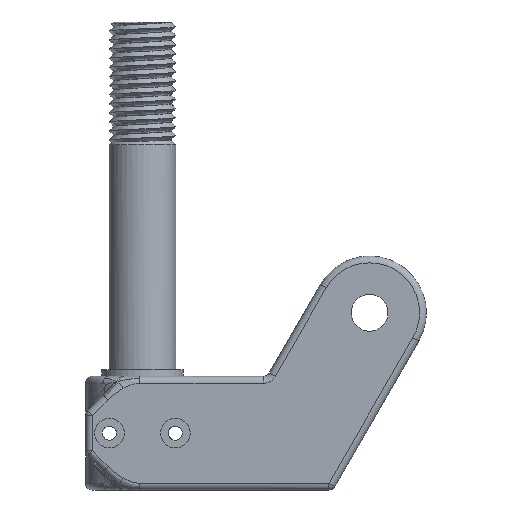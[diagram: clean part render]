
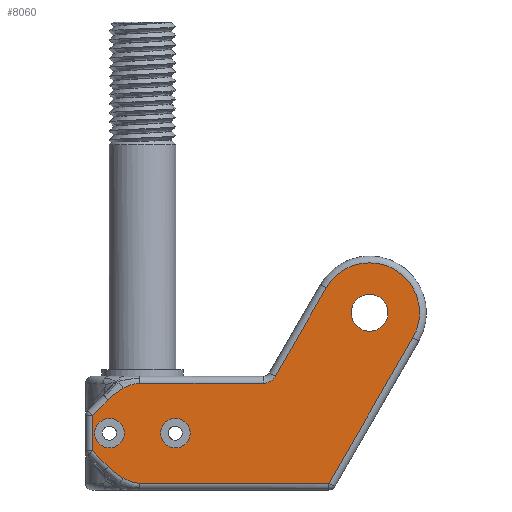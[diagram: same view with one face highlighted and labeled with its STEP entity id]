
A CAD part, left-side view. The second image highlights one B-rep face of the part: STEP entity #8060.
In plain terms, the highlighted planar face has unit normal (-1, 0, 0).
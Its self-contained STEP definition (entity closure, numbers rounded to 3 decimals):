
#2224=CARTESIAN_POINT('',(-12.5,4.271,-22.356));
#2225=VERTEX_POINT('',#2224);
#2236=CARTESIAN_POINT('',(-12.5,7.533,-19.846));
#2237=VERTEX_POINT('',#2236);
#2238=CARTESIAN_POINT('',(-12.5,4.271,-22.356));
#2239=CARTESIAN_POINT('',(-12.5,4.293,-22.344));
#2240=CARTESIAN_POINT('',(-12.5,4.314,-22.331));
#2241=CARTESIAN_POINT('',(-12.5,4.336,-22.319));
#2242=CARTESIAN_POINT('',(-12.5,4.875,-22.008));
#2243=CARTESIAN_POINT('',(-12.5,5.451,-21.617));
#2244=CARTESIAN_POINT('',(-12.5,5.907,-21.271));
#2245=CARTESIAN_POINT('',(-12.5,6.318,-20.96));
#2246=CARTESIAN_POINT('',(-12.5,6.703,-20.631));
#2247=CARTESIAN_POINT('',(-12.5,6.98,-20.378));
#2248=CARTESIAN_POINT('',(-12.5,7.211,-20.166));
#2249=CARTESIAN_POINT('',(-12.5,7.404,-19.975));
#2250=CARTESIAN_POINT('',(-12.5,7.533,-19.846));
#2251=B_SPLINE_CURVE_WITH_KNOTS('',3,(#2238,#2239,#2240,#2241,#2242,#2243,#2244,#2245,#2246,#2247,#2248,#2249,#2250),.UNSPECIFIED.,.F.,.U.,(4,3,3,3,4),(0.5,0.507,0.693,0.86,1.0),.UNSPECIFIED.);
#2252=EDGE_CURVE('',#2225,#2237,#2251,.T.);
#2386=CARTESIAN_POINT('',(-12.5,0.592,-23.5));
#2387=VERTEX_POINT('',#2386);
#2395=CARTESIAN_POINT('',(-12.5,0.592,-23.5));
#2396=CARTESIAN_POINT('',(-12.5,0.841,-23.5));
#2397=CARTESIAN_POINT('',(-12.5,1.197,-23.495));
#2398=CARTESIAN_POINT('',(-12.5,1.647,-23.403));
#2399=CARTESIAN_POINT('',(-12.5,1.994,-23.333));
#2400=CARTESIAN_POINT('',(-12.5,2.399,-23.22));
#2401=CARTESIAN_POINT('',(-12.5,2.816,-23.055));
#2402=CARTESIAN_POINT('',(-12.5,3.273,-22.876));
#2403=CARTESIAN_POINT('',(-12.5,3.797,-22.626));
#2404=CARTESIAN_POINT('',(-12.5,4.271,-22.356));
#2405=B_SPLINE_CURVE_WITH_KNOTS('',3,(#2395,#2396,#2397,#2398,#2399,#2400,#2401,#2402,#2403,#2404),.UNSPECIFIED.,.F.,.U.,(4,3,3,4),(0.0,0.191,0.338,0.5),.UNSPECIFIED.);
#2406=EDGE_CURVE('',#2387,#2225,#2405,.T.);
#4515=CARTESIAN_POINT('',(-12.5,4.275,-2.648));
#4516=VERTEX_POINT('',#4515);
#4527=CARTESIAN_POINT('',(-12.5,0.592,-1.5));
#4528=VERTEX_POINT('',#4527);
#4529=CARTESIAN_POINT('',(-12.5,4.275,-2.648));
#4530=CARTESIAN_POINT('',(-12.5,3.948,-2.463));
#4531=CARTESIAN_POINT('',(-12.5,3.609,-2.286));
#4532=CARTESIAN_POINT('',(-12.5,3.3,-2.147));
#4533=CARTESIAN_POINT('',(-12.5,2.828,-1.934));
#4534=CARTESIAN_POINT('',(-12.5,2.325,-1.757));
#4535=CARTESIAN_POINT('',(-12.5,1.925,-1.658));
#4536=CARTESIAN_POINT('',(-12.5,1.584,-1.573));
#4537=CARTESIAN_POINT('',(-12.5,1.263,-1.527));
#4538=CARTESIAN_POINT('',(-12.5,1.007,-1.511));
#4539=CARTESIAN_POINT('',(-12.5,0.847,-1.501));
#4540=CARTESIAN_POINT('',(-12.5,0.706,-1.5));
#4541=CARTESIAN_POINT('',(-12.5,0.592,-1.5));
#4542=B_SPLINE_CURVE_WITH_KNOTS('',3,(#4529,#4530,#4531,#4532,#4533,#4534,#4535,#4536,#4537,#4538,#4539,#4540,#4541),.UNSPECIFIED.,.F.,.U.,(4,3,3,3,4),(0.5,0.607,0.772,0.912,1.0),.UNSPECIFIED.);
#4543=EDGE_CURVE('',#4516,#4528,#4542,.T.);
#4664=CARTESIAN_POINT('',(-12.5,7.533,-5.154));
#4665=VERTEX_POINT('',#4664);
#4673=CARTESIAN_POINT('',(-12.5,7.533,-5.154));
#4674=CARTESIAN_POINT('',(-12.5,7.411,-5.032));
#4675=CARTESIAN_POINT('',(-12.5,7.245,-4.87));
#4676=CARTESIAN_POINT('',(-12.5,7.015,-4.657));
#4677=CARTESIAN_POINT('',(-12.5,6.698,-4.364));
#4678=CARTESIAN_POINT('',(-12.5,6.342,-4.059));
#4679=CARTESIAN_POINT('',(-12.5,5.856,-3.695));
#4680=CARTESIAN_POINT('',(-12.5,5.47,-3.405));
#4681=CARTESIAN_POINT('',(-12.5,5.068,-3.122));
#4682=CARTESIAN_POINT('',(-12.5,4.647,-2.866));
#4683=CARTESIAN_POINT('',(-12.5,4.526,-2.793));
#4684=CARTESIAN_POINT('',(-12.5,4.401,-2.72));
#4685=CARTESIAN_POINT('',(-12.5,4.275,-2.648));
#4686=B_SPLINE_CURVE_WITH_KNOTS('',3,(#4673,#4674,#4675,#4676,#4677,#4678,#4679,#4680,#4681,#4682,#4683,#4684,#4685),.UNSPECIFIED.,.F.,.U.,(4,3,3,3,4),(0.0,0.132,0.314,0.459,0.5),.UNSPECIFIED.);
#4687=EDGE_CURVE('',#4665,#4516,#4686,.T.);
#6357=CARTESIAN_POINT('',(-12.5,11.,-16.379));
#6358=VERTEX_POINT('',#6357);
#6518=CARTESIAN_POINT('',(-12.5,-41.051,-23.5));
#6519=VERTEX_POINT('',#6518);
#6553=CARTESIAN_POINT('',(-12.5,-29.215,0.));
#6554=VERTEX_POINT('',#6553);
#6571=CARTESIAN_POINT('',(-12.5,-26.617,-1.5));
#6572=VERTEX_POINT('',#6571);
#6580=CARTESIAN_POINT('',(-12.5,-26.617,1.5));
#6581=DIRECTION('',(-1.0,0.0,0.0));
#6582=DIRECTION('',(0.0,-0.5,-0.866));
#6583=AXIS2_PLACEMENT_3D('',#6580,#6581,#6582);
#6584=CIRCLE('',#6583,3.);
#6585=EDGE_CURVE('',#6572,#6554,#6584,.T.);
#6854=CARTESIAN_POINT('',(-12.5,0.592,-1.5));
#6855=DIRECTION('',(0.0,-1.0,0.0));
#6856=VECTOR('',#6855,27.209);
#6857=LINE('',#6854,#6856);
#6858=EDGE_CURVE('',#4528,#6572,#6857,.T.);
#6877=CARTESIAN_POINT('',(-12.5,-59.526,8.5));
#6878=VERTEX_POINT('',#6877);
#6886=CARTESIAN_POINT('',(-12.5,-59.526,8.5));
#6887=DIRECTION('',(0.0,0.5,-0.866));
#6888=VECTOR('',#6887,36.95);
#6889=LINE('',#6886,#6888);
#6890=EDGE_CURVE('',#6878,#6519,#6889,.T.);
#6909=CARTESIAN_POINT('',(-12.5,-40.474,19.5));
#6910=VERTEX_POINT('',#6909);
#6918=CARTESIAN_POINT('',(-12.5,-50.0,14.));
#6919=DIRECTION('',(1.0,0.0,0.0));
#6920=DIRECTION('',(0.0,-0.5,0.866));
#6921=AXIS2_PLACEMENT_3D('',#6918,#6919,#6920);
#6922=CIRCLE('',#6921,11.0);
#6923=EDGE_CURVE('',#6910,#6878,#6922,.T.);
#6942=CARTESIAN_POINT('',(-12.5,-29.215,0.));
#6943=DIRECTION('',(0.0,-0.5,0.866));
#6944=VECTOR('',#6943,22.517);
#6945=LINE('',#6942,#6944);
#6946=EDGE_CURVE('',#6554,#6910,#6945,.T.);
#6964=CARTESIAN_POINT('',(-12.5,-41.051,-23.5));
#6965=DIRECTION('',(0.0,1.0,0.0));
#6966=VECTOR('',#6965,41.643);
#6967=LINE('',#6964,#6966);
#6968=EDGE_CURVE('',#6519,#2387,#6967,.T.);
#6988=CARTESIAN_POINT('',(-12.5,7.533,-19.846));
#6989=DIRECTION('',(0.0,0.707,0.707));
#6990=VECTOR('',#6989,4.903);
#6991=LINE('',#6988,#6990);
#6992=EDGE_CURVE('',#2237,#6358,#6991,.T.);
#7020=CARTESIAN_POINT('',(-12.5,11.,-8.621));
#7021=VERTEX_POINT('',#7020);
#7045=CARTESIAN_POINT('',(-12.5,11.,-16.379));
#7046=DIRECTION('',(0.0,0.0,1.0));
#7047=VECTOR('',#7046,7.757);
#7048=LINE('',#7045,#7047);
#7049=EDGE_CURVE('',#6358,#7021,#7048,.T.);
#7067=CARTESIAN_POINT('',(-12.5,11.,-8.621));
#7068=DIRECTION('',(0.0,-0.707,0.707));
#7069=VECTOR('',#7068,4.903);
#7070=LINE('',#7067,#7069);
#7071=EDGE_CURVE('',#7021,#4665,#7070,.T.);
#8007=CARTESIAN_POINT('',(-12.5,-30.089,-4.51));
#8008=DIRECTION('',(1.0,0.0,0.0));
#8009=DIRECTION('',(0.0,0.0,-1.0));
#8010=AXIS2_PLACEMENT_3D('',#8007,#8008,#8009);
#8011=PLANE('',#8010);
#8012=ORIENTED_EDGE('',*,*,#6890,.F.);
#8013=ORIENTED_EDGE('',*,*,#6923,.F.);
#8014=ORIENTED_EDGE('',*,*,#6946,.F.);
#8015=ORIENTED_EDGE('',*,*,#6585,.F.);
#8016=ORIENTED_EDGE('',*,*,#6858,.F.);
#8017=ORIENTED_EDGE('',*,*,#4543,.F.);
#8018=ORIENTED_EDGE('',*,*,#4687,.F.);
#8019=ORIENTED_EDGE('',*,*,#7071,.F.);
#8020=ORIENTED_EDGE('',*,*,#7049,.F.);
#8021=ORIENTED_EDGE('',*,*,#6992,.F.);
#8022=ORIENTED_EDGE('',*,*,#2252,.F.);
#8023=ORIENTED_EDGE('',*,*,#2406,.F.);
#8024=ORIENTED_EDGE('',*,*,#6968,.F.);
#8025=EDGE_LOOP('',(#8012,#8013,#8014,#8015,#8016,#8017,#8018,#8019,#8020,#8021,#8022,#8023,#8024));
#8026=FACE_OUTER_BOUND('',#8025,.T.);
#8027=CARTESIAN_POINT('',(-12.5,-45.95,14.));
#8028=VERTEX_POINT('',#8027);
#8029=CARTESIAN_POINT('',(-12.5,-50.0,14.));
#8030=DIRECTION('',(1.0,0.0,0.0));
#8031=DIRECTION('',(0.0,-1.0,0.0));
#8032=AXIS2_PLACEMENT_3D('',#8029,#8030,#8031);
#8033=CIRCLE('',#8032,4.05);
#8034=EDGE_CURVE('',#8028,#8028,#8033,.T.);
#8035=ORIENTED_EDGE('',*,*,#8034,.T.);
#8036=EDGE_LOOP('',(#8035));
#8037=FACE_BOUND('',#8036,.T.);
#8038=CARTESIAN_POINT('',(-12.5,-7.25,-9.25));
#8039=VERTEX_POINT('',#8038);
#8040=CARTESIAN_POINT('',(-12.5,-7.25,-12.5));
#8041=DIRECTION('',(1.0,0.0,0.0));
#8042=DIRECTION('',(0.0,0.0,-1.0));
#8043=AXIS2_PLACEMENT_3D('',#8040,#8041,#8042);
#8044=CIRCLE('',#8043,3.25);
#8045=EDGE_CURVE('',#8039,#8039,#8044,.T.);
#8046=ORIENTED_EDGE('',*,*,#8045,.T.);
#8047=EDGE_LOOP('',(#8046));
#8048=FACE_BOUND('',#8047,.T.);
#8049=CARTESIAN_POINT('',(-12.5,7.25,-9.25));
#8050=VERTEX_POINT('',#8049);
#8051=CARTESIAN_POINT('',(-12.5,7.25,-12.5));
#8052=DIRECTION('',(1.0,0.0,0.0));
#8053=DIRECTION('',(0.0,0.0,-1.0));
#8054=AXIS2_PLACEMENT_3D('',#8051,#8052,#8053);
#8055=CIRCLE('',#8054,3.25);
#8056=EDGE_CURVE('',#8050,#8050,#8055,.T.);
#8057=ORIENTED_EDGE('',*,*,#8056,.T.);
#8058=EDGE_LOOP('',(#8057));
#8059=FACE_BOUND('',#8058,.T.);
#8060=ADVANCED_FACE('',(#8026,#8037,#8048,#8059),#8011,.F.);
